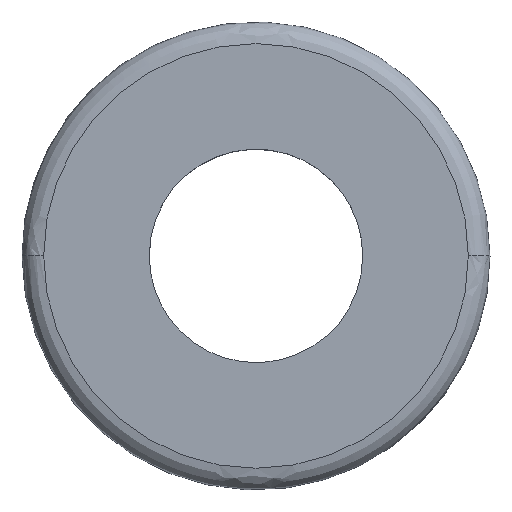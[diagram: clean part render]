
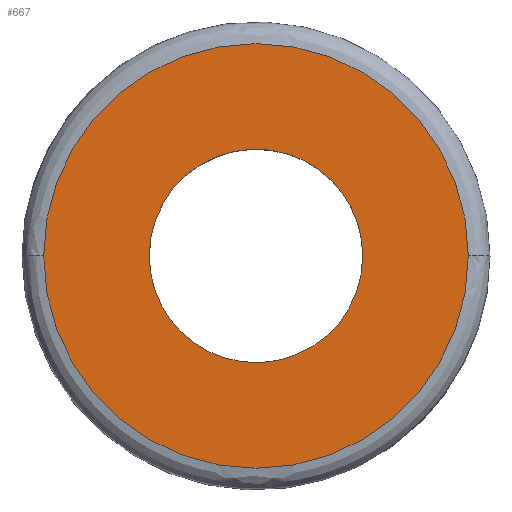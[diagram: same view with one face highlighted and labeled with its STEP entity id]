
A CAD part, top view. The second image highlights one B-rep face of the part: STEP entity #667.
In plain terms, the highlighted planar face has unit normal (0, 0, 1).
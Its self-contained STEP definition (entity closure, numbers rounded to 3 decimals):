
#143=CARTESIAN_POINT('',(-1.447,-4.709,2.));
#144=VERTEX_POINT('',#143);
#151=CARTESIAN_POINT('',(4.926,0.,2.));
#152=VERTEX_POINT('',#151);
#153=CARTESIAN_POINT('',(0.,0.,2.));
#154=DIRECTION('',(0.0,0.0,-1.));
#155=DIRECTION('',(1.,0.,0.0));
#156=AXIS2_PLACEMENT_3D('',#153,#154,#155);
#157=CIRCLE('',#156,4.926);
#158=EDGE_CURVE('',#152,#144,#157,.T.);
#183=CARTESIAN_POINT('',(1.447,4.709,2.));
#184=VERTEX_POINT('',#183);
#193=CARTESIAN_POINT('',(-4.926,0.,2.));
#194=VERTEX_POINT('',#193);
#195=CARTESIAN_POINT('',(0.,0.,2.));
#196=DIRECTION('',(0.0,0.0,-1.));
#197=DIRECTION('',(-1.,0.,0.0));
#198=AXIS2_PLACEMENT_3D('',#195,#196,#197);
#199=CIRCLE('',#198,4.926);
#200=EDGE_CURVE('',#194,#184,#199,.T.);
#202=CARTESIAN_POINT('',(0.,0.,2.));
#203=DIRECTION('',(0.0,0.0,-1.));
#204=DIRECTION('',(1.,0.,0.0));
#205=AXIS2_PLACEMENT_3D('',#202,#203,#204);
#206=CIRCLE('',#205,4.926);
#207=EDGE_CURVE('',#144,#194,#206,.T.);
#282=CARTESIAN_POINT('',(9.8,0.,2.));
#283=VERTEX_POINT('',#282);
#293=CARTESIAN_POINT('',(-9.8,0.,2.));
#294=VERTEX_POINT('',#293);
#295=CARTESIAN_POINT('',(0.,0.,2.));
#296=DIRECTION('',(0.0,0.0,1.0));
#297=DIRECTION('',(-1.0,0.0,0.0));
#298=AXIS2_PLACEMENT_3D('',#295,#296,#297);
#299=CIRCLE('',#298,9.8);
#300=EDGE_CURVE('',#294,#283,#299,.T.);
#636=CARTESIAN_POINT('',(0.,0.,2.));
#637=DIRECTION('',(0.0,0.0,1.0));
#638=DIRECTION('',(1.0,0.0,0.0));
#639=AXIS2_PLACEMENT_3D('',#636,#637,#638);
#640=CIRCLE('',#639,9.8);
#641=EDGE_CURVE('',#283,#294,#640,.T.);
#646=CARTESIAN_POINT('',(0.,0.,2.));
#647=DIRECTION('',(0.0,0.0,1.0));
#648=DIRECTION('',(1.0,0.0,0.0));
#649=AXIS2_PLACEMENT_3D('',#646,#647,#648);
#650=PLANE('',#649);
#651=ORIENTED_EDGE('',*,*,#641,.T.);
#652=ORIENTED_EDGE('',*,*,#300,.T.);
#653=EDGE_LOOP('',(#651,#652));
#654=FACE_OUTER_BOUND('',#653,.T.);
#655=ORIENTED_EDGE('',*,*,#158,.T.);
#656=ORIENTED_EDGE('',*,*,#207,.T.);
#657=ORIENTED_EDGE('',*,*,#200,.T.);
#658=CARTESIAN_POINT('',(0.,0.,2.));
#659=DIRECTION('',(0.0,0.0,-1.));
#660=DIRECTION('',(-1.,0.,0.0));
#661=AXIS2_PLACEMENT_3D('',#658,#659,#660);
#662=CIRCLE('',#661,4.926);
#663=EDGE_CURVE('',#184,#152,#662,.T.);
#664=ORIENTED_EDGE('',*,*,#663,.T.);
#665=EDGE_LOOP('',(#655,#656,#657,#664));
#666=FACE_BOUND('',#665,.T.);
#667=ADVANCED_FACE('',(#654,#666),#650,.T.);
